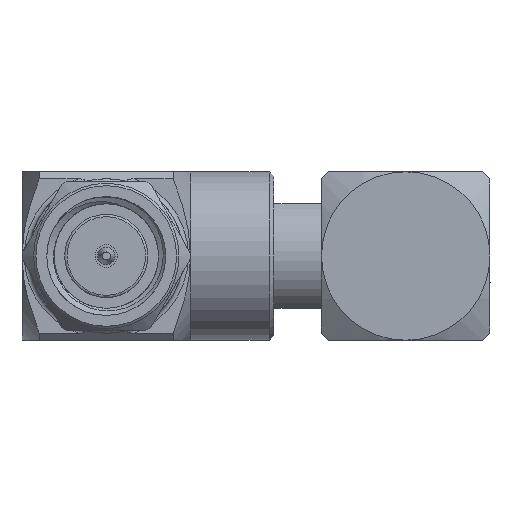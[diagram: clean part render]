
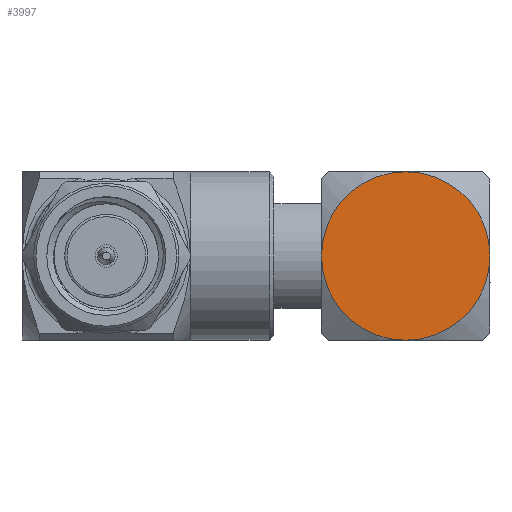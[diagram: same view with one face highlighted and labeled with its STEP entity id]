
A CAD part, left-side view. The second image highlights one B-rep face of the part: STEP entity #3997.
In plain terms, the highlighted planar face has unit normal (-1, 0, 0).
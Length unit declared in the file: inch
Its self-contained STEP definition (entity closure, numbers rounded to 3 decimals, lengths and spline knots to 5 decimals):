
#8 = DIRECTION ( 'NONE',  ( -1., 0., 0. ) ) ;
#330 = EDGE_CURVE ( 'NONE', #4022, #1943, #2053, .T. ) ;
#337 = DIRECTION ( 'NONE',  ( 0., 0., 1. ) ) ;
#572 = AXIS2_PLACEMENT_3D ( 'NONE', #6802, #8216, #7397 ) ;
#696 = AXIS2_PLACEMENT_3D ( 'NONE', #7964, #3169, #337 ) ;
#877 = PLANE ( 'NONE',  #1148 ) ;
#1148 = AXIS2_PLACEMENT_3D ( 'NONE', #6671, #4534, #5973 ) ;
#1305 = AXIS2_PLACEMENT_3D ( 'NONE', #6132, #4751, #2703 ) ;
#1368 = ORIENTED_EDGE ( 'NONE', *, *, #8062, .T. ) ;
#1654 = EDGE_LOOP ( 'NONE', ( #4572, #1368, #7803, #5560 ) ) ;
#1943 = VERTEX_POINT ( 'NONE', #8880 ) ;
#2053 = CIRCLE ( 'NONE', #8400, 0.17717 ) ;
#2320 = CARTESIAN_POINT ( 'NONE',  ( 0.55906, -0.80683, 0. ) ) ;
#2355 = VERTEX_POINT ( 'NONE', #8429 ) ;
#2407 = CARTESIAN_POINT ( 'NONE',  ( 0.55906, -0.62967, 0.17717 ) ) ;
#2703 = DIRECTION ( 'NONE',  ( 0., 0., 1. ) ) ;
#2875 = DIRECTION ( 'NONE',  ( 0., 0., 1. ) ) ;
#3169 = DIRECTION ( 'NONE',  ( -1., 0., 0. ) ) ;
#3650 = EDGE_CURVE ( 'NONE', #2355, #6231, #8237, .T. ) ;
#3685 = CIRCLE ( 'NONE', #572, 0.17717 ) ;
#3997 = ADVANCED_FACE ( 'NONE', ( #6572 ), #877, .T. ) ;
#4022 = VERTEX_POINT ( 'NONE', #2407 ) ;
#4360 = CARTESIAN_POINT ( 'NONE',  ( 0.55906, -0.62967, 0. ) ) ;
#4534 = DIRECTION ( 'NONE',  ( -1., 0., 0. ) ) ;
#4572 = ORIENTED_EDGE ( 'NONE', *, *, #330, .T. ) ;
#4751 = DIRECTION ( 'NONE',  ( -1., 0., 0. ) ) ;
#5560 = ORIENTED_EDGE ( 'NONE', *, *, #7251, .T. ) ;
#5973 = DIRECTION ( 'NONE',  ( 0., 0., 1. ) ) ;
#6132 = CARTESIAN_POINT ( 'NONE',  ( 0.55906, -0.62967, 0. ) ) ;
#6231 = VERTEX_POINT ( 'NONE', #2320 ) ;
#6572 = FACE_OUTER_BOUND ( 'NONE', #1654, .T. ) ;
#6671 = CARTESIAN_POINT ( 'NONE',  ( 0.55906, -0.4525, -0.17717 ) ) ;
#6802 = CARTESIAN_POINT ( 'NONE',  ( 0.55906, -0.62967, 0. ) ) ;
#7251 = EDGE_CURVE ( 'NONE', #6231, #4022, #7509, .T. ) ;
#7397 = DIRECTION ( 'NONE',  ( 0., 0., 1. ) ) ;
#7509 = CIRCLE ( 'NONE', #1305, 0.17717 ) ;
#7803 = ORIENTED_EDGE ( 'NONE', *, *, #3650, .T. ) ;
#7964 = CARTESIAN_POINT ( 'NONE',  ( 0.55906, -0.62967, 0. ) ) ;
#8062 = EDGE_CURVE ( 'NONE', #1943, #2355, #3685, .T. ) ;
#8216 = DIRECTION ( 'NONE',  ( -1., 0., 0. ) ) ;
#8237 = CIRCLE ( 'NONE', #696, 0.17717 ) ;
#8400 = AXIS2_PLACEMENT_3D ( 'NONE', #4360, #8, #2875 ) ;
#8429 = CARTESIAN_POINT ( 'NONE',  ( 0.55906, -0.62967, -0.17717 ) ) ;
#8880 = CARTESIAN_POINT ( 'NONE',  ( 0.55906, -0.4525, 0. ) ) ;
